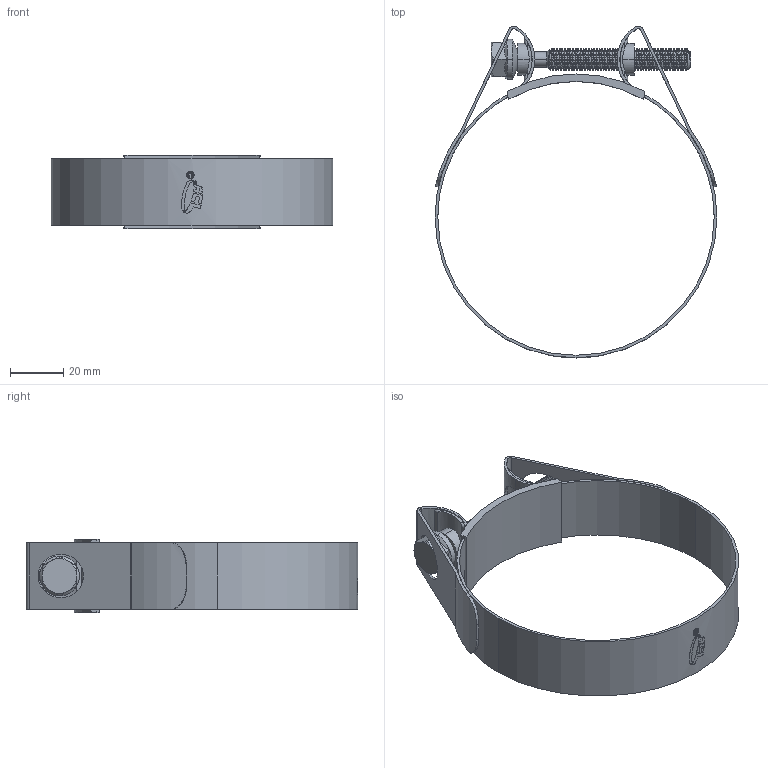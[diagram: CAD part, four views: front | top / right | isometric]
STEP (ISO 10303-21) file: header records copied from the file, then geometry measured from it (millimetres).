
FILE_DESCRIPTION (( 'STEP AP214' ), '1' );
FILE_NAME ('BBC-97-SUPRA-W4.step', '2025-06-05T14:57:44', ( '' ), ( '' ), 'SwSTEP 2.0', 'SolidWorks 2025', '' );
FILE_SCHEMA (( 'AUTOMOTIVE_DESIGN' ));
Length unit declared in the file: millimetre
Products named in the file (1): BBC-97-SUPRA-W4
Bounding box: 106 x 124.85 x 27.5 mm (x, y, z)
Volume: 17796.6 mm3; surface area: 31527.6 mm2
Topology: 5 solids, 5 shells, 350 faces, 954 edges, 622 vertices
Faces by surface type: cylinder 217, bspline 58, plane 46, cone 29
Entity records: 37472 total; most frequent: CARTESIAN_POINT 29829, ORIENTED_EDGE 1908, DIRECTION 1160, EDGE_CURVE 954, VERTEX_POINT 622, AXIS2_PLACEMENT_3D 408, EDGE_LOOP 370, FACE_OUTER_BOUND 350
